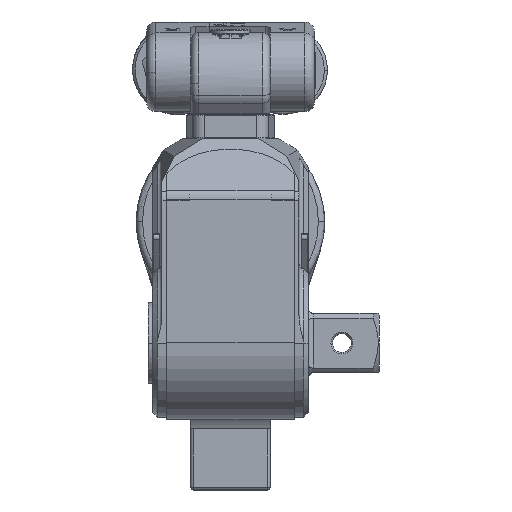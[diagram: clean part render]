
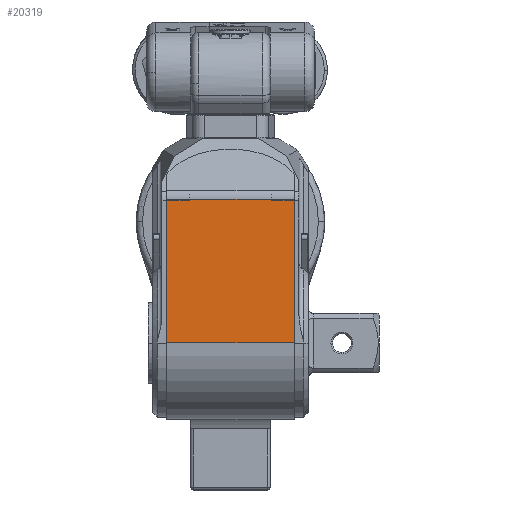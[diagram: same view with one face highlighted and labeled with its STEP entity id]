
A CAD part, top view. The second image highlights one B-rep face of the part: STEP entity #20319.
In plain terms, the highlighted planar face has unit normal (0, 0, 1).
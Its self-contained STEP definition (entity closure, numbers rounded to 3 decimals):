
#1446 = VERTEX_POINT ( 'NONE', #6424 ) ;
#3697 = EDGE_CURVE ( 'NONE', #33887, #32010, #12098, .T. ) ;
#3810 = VERTEX_POINT ( 'NONE', #12083 ) ;
#4122 = AXIS2_PLACEMENT_3D ( 'NONE', #5312, #11821, #37554 ) ;
#4995 = DIRECTION ( 'NONE',  ( 0., 1., 0. ) ) ;
#5128 = CARTESIAN_POINT ( 'NONE',  ( 20.5, 0., 24.541 ) ) ;
#5312 = CARTESIAN_POINT ( 'NONE',  ( -20.5, 0., 24.541 ) ) ;
#6424 = CARTESIAN_POINT ( 'NONE',  ( -20.5, 0., 24.541 ) ) ;
#7363 = EDGE_CURVE ( 'NONE', #1446, #3810, #17761, .T. ) ;
#10656 = VECTOR ( 'NONE', #36689, 1000. ) ;
#11821 = DIRECTION ( 'NONE',  ( 0., 0., -1. ) ) ;
#12083 = CARTESIAN_POINT ( 'NONE',  ( 20.5, 0., 24.541 ) ) ;
#12098 = LINE ( 'NONE', #28030, #28392 ) ;
#12465 = EDGE_CURVE ( 'NONE', #1446, #33887, #37850, .T. ) ;
#17406 = FACE_OUTER_BOUND ( 'NONE', #22926, .T. ) ;
#17761 = LINE ( 'NONE', #26736, #10656 ) ;
#17765 = EDGE_CURVE ( 'NONE', #3810, #32010, #32289, .T. ) ;
#18359 = ORIENTED_EDGE ( 'NONE', *, *, #7363, .T. ) ;
#20319 = ADVANCED_FACE ( 'NONE', ( #17406 ), #28306, .F. ) ;
#21503 = DIRECTION ( 'NONE',  ( 1., 0., 0. ) ) ;
#21748 = CARTESIAN_POINT ( 'NONE',  ( 20.5, 46.15, 24.541 ) ) ;
#22926 = EDGE_LOOP ( 'NONE', ( #38873, #30112, #26746, #18359 ) ) ;
#26736 = CARTESIAN_POINT ( 'NONE',  ( -20.5, 0., 24.541 ) ) ;
#26746 = ORIENTED_EDGE ( 'NONE', *, *, #12465, .F. ) ;
#28030 = CARTESIAN_POINT ( 'NONE',  ( -20.5, 46.15, 24.541 ) ) ;
#28193 = VECTOR ( 'NONE', #37464, 1000. ) ;
#28306 = PLANE ( 'NONE',  #4122 ) ;
#28392 = VECTOR ( 'NONE', #21503, 1000. ) ;
#29237 = VECTOR ( 'NONE', #4995, 1000. ) ;
#30112 = ORIENTED_EDGE ( 'NONE', *, *, #3697, .F. ) ;
#30790 = CARTESIAN_POINT ( 'NONE',  ( -20.5, 0., 24.541 ) ) ;
#32010 = VERTEX_POINT ( 'NONE', #21748 ) ;
#32289 = LINE ( 'NONE', #5128, #29237 ) ;
#33887 = VERTEX_POINT ( 'NONE', #36987 ) ;
#36689 = DIRECTION ( 'NONE',  ( 1., 0., 0. ) ) ;
#36987 = CARTESIAN_POINT ( 'NONE',  ( -20.5, 46.15, 24.541 ) ) ;
#37464 = DIRECTION ( 'NONE',  ( 0., 1., 0. ) ) ;
#37554 = DIRECTION ( 'NONE',  ( 0., -1., 0. ) ) ;
#37850 = LINE ( 'NONE', #30790, #28193 ) ;
#38873 = ORIENTED_EDGE ( 'NONE', *, *, #17765, .T. ) ;
